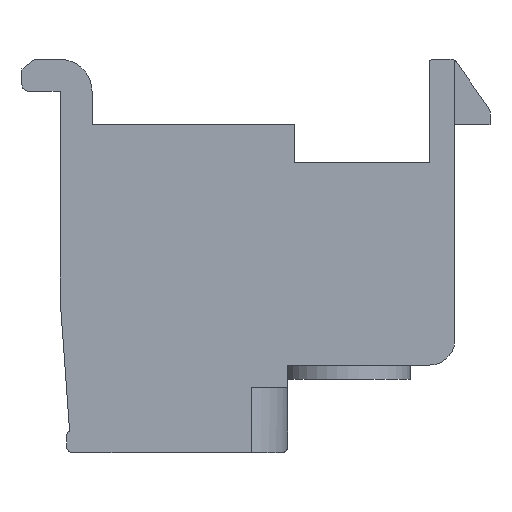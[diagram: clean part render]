
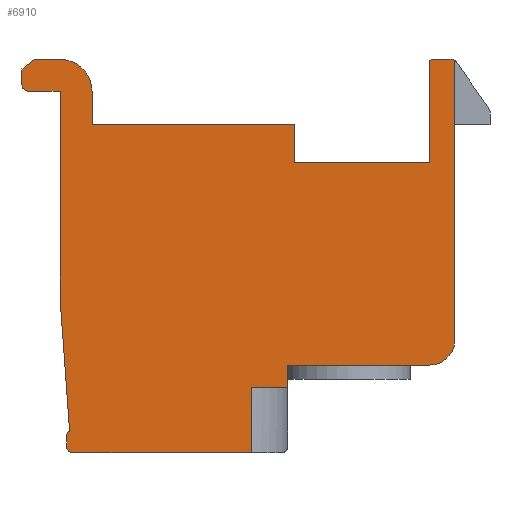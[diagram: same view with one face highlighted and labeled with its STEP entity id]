
A CAD part, front view. The second image highlights one B-rep face of the part: STEP entity #6910.
In plain terms, the highlighted planar face has unit normal (0, -1, 0).
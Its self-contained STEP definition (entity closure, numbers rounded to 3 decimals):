
#1=CARTESIAN_POINT('',(5.45,0.,-2.625));
#2=DIRECTION('',(0.,1.,0.));
#3=DIRECTION('',(1.,0.,0.));
#4=AXIS2_PLACEMENT_3D('',#1,#2,#3);
#6=DIRECTION('',(-1.,0.,0.));
#7=VECTOR('',#6,4.45);
#8=CARTESIAN_POINT('',(5.45,0.,-3.425));
#9=LINE('',#8,#7);
#10=DIRECTION('',(0.,0.,-1.));
#11=VECTOR('',#10,0.7);
#12=CARTESIAN_POINT('',(1.,0.,-3.425));
#13=LINE('',#12,#11);
#14=DIRECTION('',(1.,0.,0.));
#15=VECTOR('',#14,1.15);
#16=CARTESIAN_POINT('',(-0.15,0.,-4.125));
#17=LINE('',#16,#15);
#18=DIRECTION('',(0.,0.,1.));
#19=VECTOR('',#18,2.05);
#20=CARTESIAN_POINT('',(-0.15,0.,-6.175));
#21=LINE('',#20,#19);
#22=DIRECTION('',(-1.,0.,0.));
#23=VECTOR('',#22,5.6);
#24=CARTESIAN_POINT('',(-0.15,0.,-6.175));
#25=LINE('',#24,#23);
#26=CARTESIAN_POINT('',(-5.75,0.,-5.975));
#27=DIRECTION('',(0.,1.,0.));
#28=DIRECTION('',(0.,0.,-1.));
#29=AXIS2_PLACEMENT_3D('',#26,#27,#28);
#31=DIRECTION('',(0.,0.,1.));
#32=VECTOR('',#31,0.3);
#33=CARTESIAN_POINT('',(-5.95,0.,-5.975));
#34=LINE('',#33,#32);
#35=CARTESIAN_POINT('',(-5.75,0.,-5.675));
#36=DIRECTION('',(0.,1.,0.));
#37=DIRECTION('',(-1.,0.,0.));
#38=AXIS2_PLACEMENT_3D('',#35,#36,#37);
#40=DIRECTION('',(-0.072,0.,0.997));
#41=VECTOR('',#40,4.13);
#42=CARTESIAN_POINT('',(-5.854,0.,-5.504));
#43=LINE('',#42,#41);
#44=DIRECTION('',(0.,0.,1.));
#45=VECTOR('',#44,6.56);
#46=CARTESIAN_POINT('',(-6.15,0.,-1.385));
#47=LINE('',#46,#45);
#48=DIRECTION('',(-1.,0.,0.));
#49=VECTOR('',#48,1.);
#50=CARTESIAN_POINT('',(-6.15,0.,5.175));
#51=LINE('',#50,#49);
#52=CARTESIAN_POINT('',(-7.15,0.,5.375));
#53=DIRECTION('',(0.,1.,0.));
#54=DIRECTION('',(0.,0.,-1.));
#55=AXIS2_PLACEMENT_3D('',#52,#53,#54);
#57=DIRECTION('',(0.,0.,1.));
#58=VECTOR('',#57,0.5);
#59=CARTESIAN_POINT('',(-7.35,0.,5.375));
#60=LINE('',#59,#58);
#61=DIRECTION('',(0.785,0.,0.619));
#62=VECTOR('',#61,0.485);
#63=CARTESIAN_POINT('',(-7.35,0.,5.875));
#64=LINE('',#63,#62);
#65=DIRECTION('',(1.,0.,0.));
#66=VECTOR('',#65,0.819);
#67=CARTESIAN_POINT('',(-6.969,0.,6.175));
#68=LINE('',#67,#66);
#69=CARTESIAN_POINT('',(-6.15,0.,5.175));
#70=DIRECTION('',(0.,1.,0.));
#71=DIRECTION('',(0.,0.,1.));
#72=AXIS2_PLACEMENT_3D('',#69,#70,#71);
#74=DIRECTION('',(0.,0.,-1.));
#75=VECTOR('',#74,1.05);
#76=CARTESIAN_POINT('',(-5.15,0.,5.175));
#77=LINE('',#76,#75);
#78=DIRECTION('',(1.,0.,0.));
#79=VECTOR('',#78,6.35);
#80=CARTESIAN_POINT('',(-5.15,0.,4.125));
#81=LINE('',#80,#79);
#82=DIRECTION('',(0.,0.,-1.));
#83=VECTOR('',#82,1.2);
#84=CARTESIAN_POINT('',(1.2,0.,4.125));
#85=LINE('',#84,#83);
#86=DIRECTION('',(1.,0.,0.));
#87=VECTOR('',#86,4.25);
#88=CARTESIAN_POINT('',(1.2,0.,2.925));
#89=LINE('',#88,#87);
#90=DIRECTION('',(0.,0.,1.));
#91=VECTOR('',#90,3.213);
#92=CARTESIAN_POINT('',(5.45,0.,2.925));
#93=LINE('',#92,#91);
#94=CARTESIAN_POINT('',(5.565,0.,5.975));
#95=DIRECTION('',(0.,1.,0.));
#96=DIRECTION('',(-0.577,0.,0.816));
#97=AXIS2_PLACEMENT_3D('',#94,#95,#96);
#99=DIRECTION('',(1.,0.,0.));
#100=VECTOR('',#99,0.626);
#101=CARTESIAN_POINT('',(5.565,0.,6.175));
#102=LINE('',#101,#100);
#103=CARTESIAN_POINT('',(6.127,0.,5.986));
#104=DIRECTION('',(0.,1.,0.));
#105=DIRECTION('',(0.32,0.,0.947));
#106=AXIS2_PLACEMENT_3D('',#103,#104,#105);
#116=DIRECTION('',(0.,0.,1.));
#117=VECTOR('',#116,8.768);
#118=CARTESIAN_POINT('',(6.25,0.,-2.625));
#119=LINE('',#118,#117);
#5262=CARTESIAN_POINT('',(6.25,0.,-2.625));
#5263=CARTESIAN_POINT('',(5.45,0.,-3.425));
#5264=VERTEX_POINT('',#5262);
#5265=VERTEX_POINT('',#5263);
#5266=CARTESIAN_POINT('',(1.,0.,-3.425));
#5267=VERTEX_POINT('',#5266);
#5268=CARTESIAN_POINT('',(-5.75,0.,-6.175));
#5269=CARTESIAN_POINT('',(-5.95,0.,-5.975));
#5270=VERTEX_POINT('',#5268);
#5271=VERTEX_POINT('',#5269);
#5272=CARTESIAN_POINT('',(-5.95,0.,-5.675));
#5273=VERTEX_POINT('',#5272);
#5274=CARTESIAN_POINT('',(-5.854,0.,-5.504));
#5275=VERTEX_POINT('',#5274);
#5276=CARTESIAN_POINT('',(-6.15,0.,-1.385));
#5277=VERTEX_POINT('',#5276);
#5278=CARTESIAN_POINT('',(-6.15,0.,5.175));
#5279=VERTEX_POINT('',#5278);
#5280=CARTESIAN_POINT('',(-7.15,0.,5.175));
#5281=VERTEX_POINT('',#5280);
#5282=CARTESIAN_POINT('',(-7.35,0.,5.375));
#5283=VERTEX_POINT('',#5282);
#5284=CARTESIAN_POINT('',(-7.35,0.,5.875));
#5285=VERTEX_POINT('',#5284);
#5286=CARTESIAN_POINT('',(-6.969,0.,6.175));
#5287=VERTEX_POINT('',#5286);
#5288=CARTESIAN_POINT('',(-6.15,0.,6.175));
#5289=VERTEX_POINT('',#5288);
#5290=CARTESIAN_POINT('',(-5.15,0.,5.175));
#5291=VERTEX_POINT('',#5290);
#5292=CARTESIAN_POINT('',(-5.15,0.,4.125));
#5293=VERTEX_POINT('',#5292);
#5294=CARTESIAN_POINT('',(1.2,0.,4.125));
#5295=VERTEX_POINT('',#5294);
#5296=CARTESIAN_POINT('',(1.2,0.,2.925));
#5297=VERTEX_POINT('',#5296);
#5298=CARTESIAN_POINT('',(5.45,0.,2.925));
#5299=VERTEX_POINT('',#5298);
#5300=CARTESIAN_POINT('',(5.45,0.,6.138));
#5301=VERTEX_POINT('',#5300);
#5302=CARTESIAN_POINT('',(5.565,0.,6.175));
#5303=VERTEX_POINT('',#5302);
#5304=CARTESIAN_POINT('',(6.191,0.,6.175));
#5305=VERTEX_POINT('',#5304);
#5906=CARTESIAN_POINT('',(-0.15,0.,-6.175));
#5907=CARTESIAN_POINT('',(-0.15,0.,-4.125));
#5908=VERTEX_POINT('',#5906);
#5909=VERTEX_POINT('',#5907);
#5910=CARTESIAN_POINT('',(1.,0.,-4.125));
#5911=VERTEX_POINT('',#5910);
#5930=CARTESIAN_POINT('',(6.25,0.,6.143));
#5932=VERTEX_POINT('',#5930);
#6851=CARTESIAN_POINT('',(0.,0.,0.));
#6852=DIRECTION('',(0.,1.,0.));
#6853=DIRECTION('',(1.,0.,0.));
#6854=AXIS2_PLACEMENT_3D('',#6851,#6852,#6853);
#6855=PLANE('',#6854);
#6857=ORIENTED_EDGE('',*,*,#6856,.F.);
#6859=ORIENTED_EDGE('',*,*,#6858,.T.);
#6861=ORIENTED_EDGE('',*,*,#6860,.T.);
#6863=ORIENTED_EDGE('',*,*,#6862,.T.);
#6865=ORIENTED_EDGE('',*,*,#6864,.F.);
#6867=ORIENTED_EDGE('',*,*,#6866,.F.);
#6869=ORIENTED_EDGE('',*,*,#6868,.T.);
#6871=ORIENTED_EDGE('',*,*,#6870,.T.);
#6873=ORIENTED_EDGE('',*,*,#6872,.T.);
#6875=ORIENTED_EDGE('',*,*,#6874,.T.);
#6877=ORIENTED_EDGE('',*,*,#6876,.T.);
#6879=ORIENTED_EDGE('',*,*,#6878,.T.);
#6881=ORIENTED_EDGE('',*,*,#6880,.T.);
#6883=ORIENTED_EDGE('',*,*,#6882,.T.);
#6885=ORIENTED_EDGE('',*,*,#6884,.T.);
#6887=ORIENTED_EDGE('',*,*,#6886,.T.);
#6889=ORIENTED_EDGE('',*,*,#6888,.T.);
#6891=ORIENTED_EDGE('',*,*,#6890,.T.);
#6893=ORIENTED_EDGE('',*,*,#6892,.T.);
#6895=ORIENTED_EDGE('',*,*,#6894,.T.);
#6897=ORIENTED_EDGE('',*,*,#6896,.T.);
#6899=ORIENTED_EDGE('',*,*,#6898,.T.);
#6901=ORIENTED_EDGE('',*,*,#6900,.T.);
#6903=ORIENTED_EDGE('',*,*,#6902,.T.);
#6905=ORIENTED_EDGE('',*,*,#6904,.T.);
#6907=ORIENTED_EDGE('',*,*,#6906,.T.);
#6908=EDGE_LOOP('',(#6857,#6859,#6861,#6863,#6865,#6867,#6869,#6871,#6873,#6875,
#6877,#6879,#6881,#6883,#6885,#6887,#6889,#6891,#6893,#6895,#6897,#6899,#6901,
#6903,#6905,#6907));
#6909=FACE_OUTER_BOUND('',#6908,.F.);
#6910=ADVANCED_FACE('',(#6909),#6855,.F.);
#5=CIRCLE('',#4,0.8);
#30=CIRCLE('',#29,0.2);
#39=CIRCLE('',#38,0.2);
#56=CIRCLE('',#55,0.2);
#73=CIRCLE('',#72,1.);
#98=CIRCLE('',#97,0.2);
#107=CIRCLE('',#106,0.2);
#6856=EDGE_CURVE('',#5264,#5932,#119,.T.);
#6858=EDGE_CURVE('',#5264,#5265,#5,.T.);
#6860=EDGE_CURVE('',#5265,#5267,#9,.T.);
#6862=EDGE_CURVE('',#5267,#5911,#13,.T.);
#6864=EDGE_CURVE('',#5909,#5911,#17,.T.);
#6866=EDGE_CURVE('',#5908,#5909,#21,.T.);
#6868=EDGE_CURVE('',#5908,#5270,#25,.T.);
#6870=EDGE_CURVE('',#5270,#5271,#30,.T.);
#6872=EDGE_CURVE('',#5271,#5273,#34,.T.);
#6874=EDGE_CURVE('',#5273,#5275,#39,.T.);
#6876=EDGE_CURVE('',#5275,#5277,#43,.T.);
#6878=EDGE_CURVE('',#5277,#5279,#47,.T.);
#6880=EDGE_CURVE('',#5279,#5281,#51,.T.);
#6882=EDGE_CURVE('',#5281,#5283,#56,.T.);
#6884=EDGE_CURVE('',#5283,#5285,#60,.T.);
#6886=EDGE_CURVE('',#5285,#5287,#64,.T.);
#6888=EDGE_CURVE('',#5287,#5289,#68,.T.);
#6890=EDGE_CURVE('',#5289,#5291,#73,.T.);
#6892=EDGE_CURVE('',#5291,#5293,#77,.T.);
#6894=EDGE_CURVE('',#5293,#5295,#81,.T.);
#6896=EDGE_CURVE('',#5295,#5297,#85,.T.);
#6898=EDGE_CURVE('',#5297,#5299,#89,.T.);
#6900=EDGE_CURVE('',#5299,#5301,#93,.T.);
#6902=EDGE_CURVE('',#5301,#5303,#98,.T.);
#6904=EDGE_CURVE('',#5303,#5305,#102,.T.);
#6906=EDGE_CURVE('',#5305,#5932,#107,.T.);
